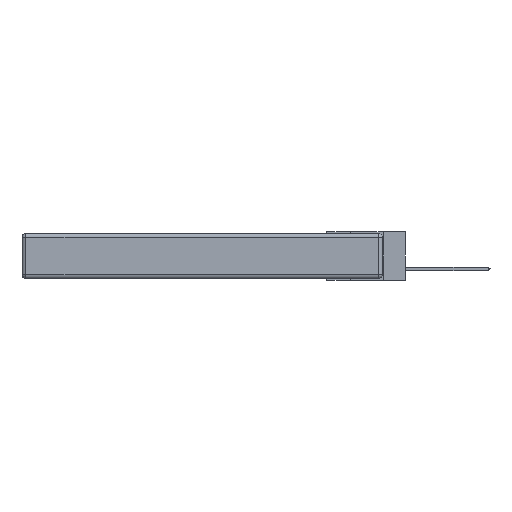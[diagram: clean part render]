
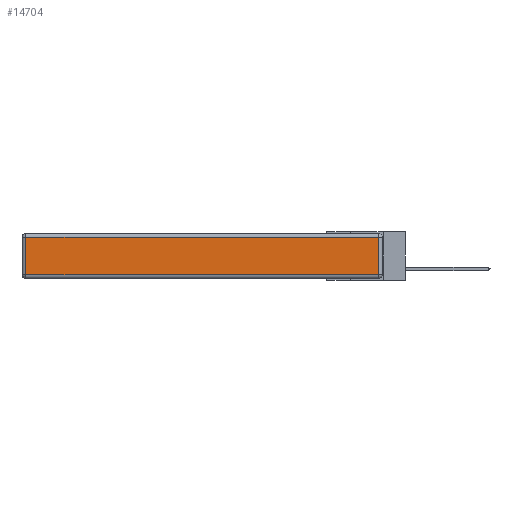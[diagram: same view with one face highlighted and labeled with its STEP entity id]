
A CAD part, left-side view. The second image highlights one B-rep face of the part: STEP entity #14704.
In plain terms, the highlighted planar face has unit normal (-1, 0, 0).
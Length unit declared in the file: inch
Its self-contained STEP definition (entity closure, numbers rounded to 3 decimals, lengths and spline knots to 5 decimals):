
#249 = CARTESIAN_POINT ( 'NONE',  ( 0., 0., -0.343 ) ) ;
#425 = CARTESIAN_POINT ( 'NONE',  ( 0., 2.72, -0.343 ) ) ;
#469 = DIRECTION ( 'NONE',  ( 0., 0., 1. ) ) ;
#798 = CARTESIAN_POINT ( 'NONE',  ( 0., 0.03, -0.03 ) ) ;
#951 = VECTOR ( 'NONE', #14118, 39.37008 ) ;
#1329 = CARTESIAN_POINT ( 'NONE',  ( 0., 0.03, -0.343 ) ) ;
#1637 = LINE ( 'NONE', #6665, #11321 ) ;
#1773 = EDGE_LOOP ( 'NONE', ( #12904, #13702, #7517, #10847 ) ) ;
#2401 = CARTESIAN_POINT ( 'NONE',  ( 0., 0.03, -0.313 ) ) ;
#2729 = LINE ( 'NONE', #11663, #951 ) ;
#2850 = DIRECTION ( 'NONE',  ( 0., -1., 0. ) ) ;
#2871 = VERTEX_POINT ( 'NONE', #2401 ) ;
#3018 = PLANE ( 'NONE',  #4082 ) ;
#3772 = LINE ( 'NONE', #1329, #9921 ) ;
#3802 = FACE_OUTER_BOUND ( 'NONE', #1773, .T. ) ;
#4082 = AXIS2_PLACEMENT_3D ( 'NONE', #249, #9216, #469 ) ;
#4891 = CARTESIAN_POINT ( 'NONE',  ( 0., 2.72, -0.03 ) ) ;
#6029 = EDGE_CURVE ( 'NONE', #11320, #11361, #2729, .T. ) ;
#6665 = CARTESIAN_POINT ( 'NONE',  ( 0., 0., -0.313 ) ) ;
#7517 = ORIENTED_EDGE ( 'NONE', *, *, #6029, .T. ) ;
#9216 = DIRECTION ( 'NONE',  ( -1., 0., 0. ) ) ;
#9572 = EDGE_CURVE ( 'NONE', #2871, #11320, #3772, .T. ) ;
#9733 = LINE ( 'NONE', #425, #10723 ) ;
#9921 = VECTOR ( 'NONE', #13840, 39.37008 ) ;
#10495 = DIRECTION ( 'NONE',  ( 0., 0., -1. ) ) ;
#10723 = VECTOR ( 'NONE', #10495, 39.37008 ) ;
#10847 = ORIENTED_EDGE ( 'NONE', *, *, #15932, .T. ) ;
#11320 = VERTEX_POINT ( 'NONE', #798 ) ;
#11321 = VECTOR ( 'NONE', #2850, 39.37008 ) ;
#11361 = VERTEX_POINT ( 'NONE', #4891 ) ;
#11663 = CARTESIAN_POINT ( 'NONE',  ( 0., 2.75, -0.03 ) ) ;
#12123 = CARTESIAN_POINT ( 'NONE',  ( 0., 2.72, -0.313 ) ) ;
#12502 = VERTEX_POINT ( 'NONE', #12123 ) ;
#12904 = ORIENTED_EDGE ( 'NONE', *, *, #14664, .T. ) ;
#13702 = ORIENTED_EDGE ( 'NONE', *, *, #9572, .T. ) ;
#13840 = DIRECTION ( 'NONE',  ( 0., 0., 1. ) ) ;
#14118 = DIRECTION ( 'NONE',  ( 0., 1., 0. ) ) ;
#14664 = EDGE_CURVE ( 'NONE', #12502, #2871, #1637, .T. ) ;
#14704 = ADVANCED_FACE ( 'NONE', ( #3802 ), #3018, .T. ) ;
#15932 = EDGE_CURVE ( 'NONE', #11361, #12502, #9733, .T. ) ;
